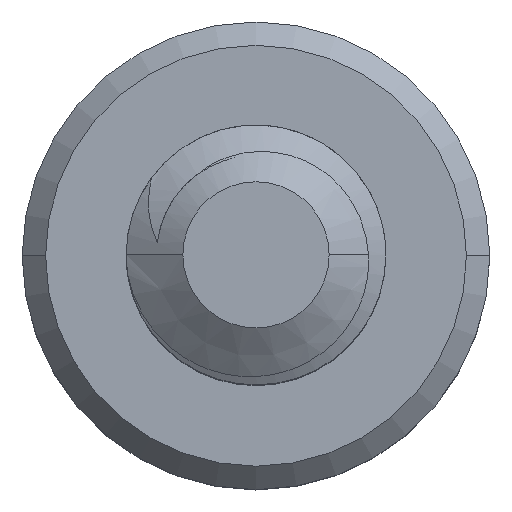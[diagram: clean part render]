
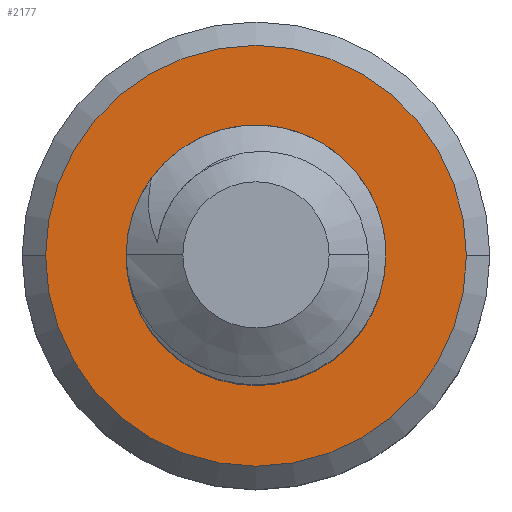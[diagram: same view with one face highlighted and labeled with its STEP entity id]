
A CAD part, top view. The second image highlights one B-rep face of the part: STEP entity #2177.
In plain terms, the highlighted planar face has unit normal (0, 0, 1).
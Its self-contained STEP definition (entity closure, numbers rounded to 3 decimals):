
#43 = AXIS2_PLACEMENT_3D ( 'NONE', #2273, #3082, #965 ) ;
#107 = CARTESIAN_POINT ( 'NONE',  ( 1.048, 0.608, -5. ) ) ;
#117 = CARTESIAN_POINT ( 'NONE',  ( 1.05, -0.348, -5. ) ) ;
#239 = CIRCLE ( 'NONE', #547, 2.025 ) ;
#280 = CARTESIAN_POINT ( 'NONE',  ( -0.333, 1.203, -5. ) ) ;
#297 = CARTESIAN_POINT ( 'NONE',  ( -0.797, -0.621, -5. ) ) ;
#340 = CARTESIAN_POINT ( 'NONE',  ( 0.999, -0.445, -5. ) ) ;
#375 = CARTESIAN_POINT ( 'NONE',  ( 1.09, 0.506, -5. ) ) ;
#434 = CARTESIAN_POINT ( 'NONE',  ( -0.117, 1.245, -5. ) ) ;
#480 = DIRECTION ( 'NONE',  ( 1., 0., 0. ) ) ;
#525 = DIRECTION ( 'NONE',  ( 1., 0., 0. ) ) ;
#547 = AXIS2_PLACEMENT_3D ( 'NONE', #816, #2395, #2138 ) ;
#552 = CARTESIAN_POINT ( 'NONE',  ( -0.117, 1.245, -5. ) ) ;
#618 = CARTESIAN_POINT ( 'NONE',  ( 1.168, 0.19, -5. ) ) ;
#780 = CARTESIAN_POINT ( 'NONE',  ( -0.61, -0.738, -5. ) ) ;
#812 = EDGE_CURVE ( 'NONE', #2073, #2098, #3320, .T. ) ;
#816 = CARTESIAN_POINT ( 'NONE',  ( 0., 0., -5. ) ) ;
#829 = CARTESIAN_POINT ( 'NONE',  ( -0.935, -0.44, -5. ) ) ;
#875 = CARTESIAN_POINT ( 'NONE',  ( 0.527, -0.893, -5. ) ) ;
#883 = CARTESIAN_POINT ( 'NONE',  ( 0.797, 0.963, -5. ) ) ;
#937 = ORIENTED_EDGE ( 'NONE', *, *, #812, .F. ) ;
#953 = EDGE_CURVE ( 'NONE', #2045, #1891, #2297, .T. ) ;
#965 = DIRECTION ( 'NONE',  ( -1., 0., 0. ) ) ;
#975 = CARTESIAN_POINT ( 'NONE',  ( 2.025, 0., -5. ) ) ;
#1101 = CARTESIAN_POINT ( 'NONE',  ( -0.61, -0.738, -5. ) ) ;
#1128 = CARTESIAN_POINT ( 'NONE',  ( 0.872, -0.623, -5. ) ) ;
#1149 = VERTEX_POINT ( 'NONE', #780 ) ;
#1206 = CARTESIAN_POINT ( 'NONE',  ( 0.797, 0.963, -5. ) ) ;
#1218 = EDGE_CURVE ( 'NONE', #2073, #2147, #3303, .T. ) ;
#1289 = DIRECTION ( 'NONE',  ( 0., 0., 1. ) ) ;
#1391 = CARTESIAN_POINT ( 'NONE',  ( 0.874, 0.885, -5. ) ) ;
#1424 = CARTESIAN_POINT ( 'NONE',  ( 0.94, 0.798, -5. ) ) ;
#1527 = DIRECTION ( 'NONE',  ( 0., 0., -1. ) ) ;
#1570 = EDGE_CURVE ( 'NONE', #2147, #1149, #3257, .T. ) ;
#1574 = PLANE ( 'NONE',  #3110 ) ;
#1579 = CARTESIAN_POINT ( 'NONE',  ( -0.535, 1.102, -5. ) ) ;
#1692 = CARTESIAN_POINT ( 'NONE',  ( 1.158, -0.039, -5. ) ) ;
#1701 = ORIENTED_EDGE ( 'NONE', *, *, #953, .T. ) ;
#1791 = DIRECTION ( 'NONE',  ( -1., 0., 0. ) ) ;
#1891 = VERTEX_POINT ( 'NONE', #2156 ) ;
#2045 = VERTEX_POINT ( 'NONE', #975 ) ;
#2073 = VERTEX_POINT ( 'NONE', #1206 ) ;
#2074 = CARTESIAN_POINT ( 'NONE',  ( 0.09, -0.954, -5. ) ) ;
#2098 = VERTEX_POINT ( 'NONE', #434 ) ;
#2138 = DIRECTION ( 'NONE',  ( -1., 0., 0. ) ) ;
#2147 = VERTEX_POINT ( 'NONE', #2074 ) ;
#2149 = CARTESIAN_POINT ( 'NONE',  ( -1.094, 0.197, -5. ) ) ;
#2156 = CARTESIAN_POINT ( 'NONE',  ( -2.025, 0., -5. ) ) ;
#2174 = FACE_OUTER_BOUND ( 'NONE', #2576, .T. ) ;
#2177 = ADVANCED_FACE ( 'NONE', ( #2174, #2590 ), #1574, .F. ) ;
#2184 = CARTESIAN_POINT ( 'NONE',  ( 0.795, -0.7, -5. ) ) ;
#2195 = CARTESIAN_POINT ( 'NONE',  ( 0.09, -0.954, -5. ) ) ;
#2228 = ORIENTED_EDGE ( 'NONE', *, *, #2269, .T. ) ;
#2232 = CARTESIAN_POINT ( 'NONE',  ( 0.31, -0.96, -5. ) ) ;
#2269 = EDGE_CURVE ( 'NONE', #1891, #2045, #239, .T. ) ;
#2273 = CARTESIAN_POINT ( 'NONE',  ( 0., 0., -5. ) ) ;
#2297 = CIRCLE ( 'NONE', #43, 2.025 ) ;
#2395 = DIRECTION ( 'NONE',  ( 0., 0., 1. ) ) ;
#2406 = CARTESIAN_POINT ( 'NONE',  ( -1.085, -0.028, -5. ) ) ;
#2503 = ORIENTED_EDGE ( 'NONE', *, *, #1218, .T. ) ;
#2562 = AXIS2_PLACEMENT_3D ( 'NONE', #2841, #2875, #480 ) ;
#2564 = B_SPLINE_CURVE_WITH_KNOTS ( 'NONE', 3,
 ( #1101, #297, #829, #2406, #2149, #3216, #2947, #1579, #280, #552 ),
 .UNSPECIFIED., .F., .F.,
 ( 4, 2, 2, 2, 4 ),
 ( 0., 0.001, 0.001, 0.002, 0.003 ),
 .UNSPECIFIED. ) ;
#2576 = EDGE_LOOP ( 'NONE', ( #2228, #1701 ) ) ;
#2590 = FACE_BOUND ( 'NONE', #2849, .T. ) ;
#2610 = EDGE_CURVE ( 'NONE', #1149, #2098, #2564, .T. ) ;
#2635 = CARTESIAN_POINT ( 'NONE',  ( 0., 0., -5. ) ) ;
#2841 = CARTESIAN_POINT ( 'NONE',  ( 0., 0., -5. ) ) ;
#2847 = ORIENTED_EDGE ( 'NONE', *, *, #2610, .T. ) ;
#2849 = EDGE_LOOP ( 'NONE', ( #937, #2503, #3086, #2847 ) ) ;
#2875 = DIRECTION ( 'NONE',  ( 0., 0., -1. ) ) ;
#2947 = CARTESIAN_POINT ( 'NONE',  ( -0.856, 0.81, -5. ) ) ;
#3054 = AXIS2_PLACEMENT_3D ( 'NONE', #2635, #1289, #525 ) ;
#3082 = DIRECTION ( 'NONE',  ( 0., 0., 1. ) ) ;
#3086 = ORIENTED_EDGE ( 'NONE', *, *, #1570, .T. ) ;
#3110 = AXIS2_PLACEMENT_3D ( 'NONE', #3408, #1527, #1791 ) ;
#3216 = CARTESIAN_POINT ( 'NONE',  ( -0.978, 0.62, -5. ) ) ;
#3257 = CIRCLE ( 'NONE', #2562, 0.958 ) ;
#3303 = B_SPLINE_CURVE_WITH_KNOTS ( 'NONE', 3,
 ( #883, #1391, #1424, #107, #375, #618, #1692, #117, #340, #1128, #2184, #875, #2232, #2195 ),
 .UNSPECIFIED., .F., .F.,
 ( 4, 2, 2, 2, 2, 2, 4 ),
 ( 0., 0., 0.001, 0.001, 0.002, 0.002, 0.003 ),
 .UNSPECIFIED. ) ;
#3320 = CIRCLE ( 'NONE', #3054, 1.25 ) ;
#3408 = CARTESIAN_POINT ( 'NONE',  ( 0., 0., -5. ) ) ;
